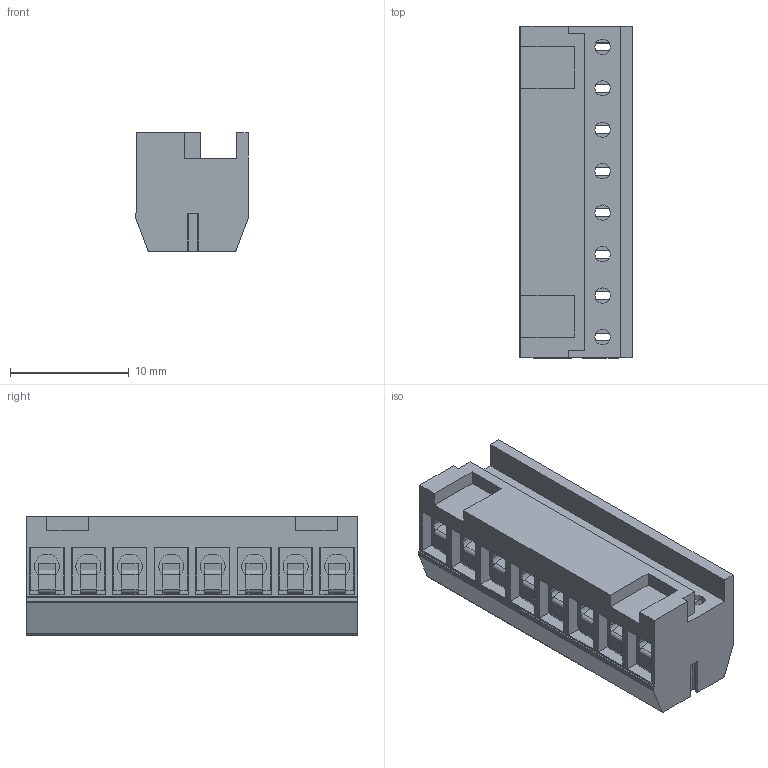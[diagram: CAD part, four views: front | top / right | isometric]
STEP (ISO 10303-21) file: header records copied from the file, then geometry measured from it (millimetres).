
FILE_DESCRIPTION((''),'2;1');
FILE_NAME('0','2024-11-15T14:23:40',('sheji'),(''),'CREO PARAMETRIC BY PTC INC, 2018100','CREO PARAMETRIC BY PTC INC, 2018100','');
FILE_SCHEMA(('CONFIG_CONTROL_DESIGN'));
Length unit declared in the file: millimetre
Products named in the file (1): 0
Bounding box: 9.5 x 28 x 10 mm (x, y, z)
Volume: 1945.4 mm3; surface area: 2253.8 mm2
Topology: 1 solids, 1 shells, 502 faces, 1284 edges, 800 vertices
Faces by surface type: plane 298, cylinder 124, cone 32, bspline 24, extrusion 24
Entity records: 16144 total; most frequent: CARTESIAN_POINT 3952, ORIENTED_EDGE 2568, DIRECTION 2424, EDGE_CURVE 1284, VECTOR 892, LINE 868, VERTEX_POINT 800, AXIS2_PLACEMENT_3D 766
